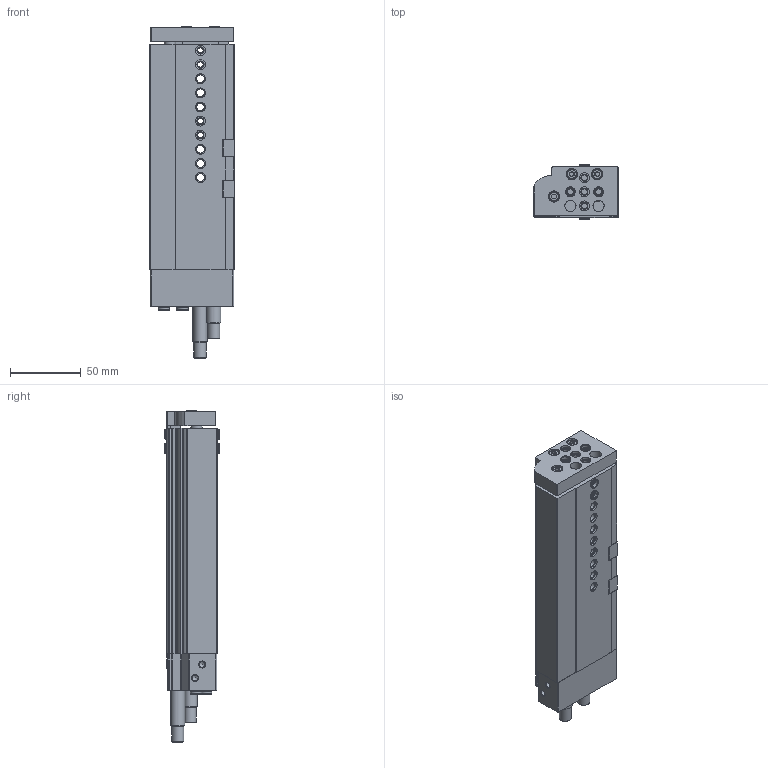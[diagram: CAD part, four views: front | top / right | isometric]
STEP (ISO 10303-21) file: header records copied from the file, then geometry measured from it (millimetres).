
FILE_DESCRIPTION(/* description */ ('STEP AP214'),/* implementation_level */ '2;1');
FILE_NAME(/* name */ '543980_DGSL-12-80-Y3A',/* time_stamp */ '2024-08-16T00:53:38+02:00',/* author */ ('License CC BY-ND 4.0'),/* organization */ ('CADENAS'),/* preprocessor_version */ 'ST-DEVELOPER v19.3',/* originating_system */ 'PARTsolutions',/* authorisation */ ' ');
FILE_SCHEMA (('AUTOMOTIVE_DESIGN {1 0 10303 214 3 1 1}'));
Length unit declared in the file: millimetre
Products named in the file (8): 543980 DGSL-12-80-Y3A---(0); DGSL-12---(80-0-0-30-zr); 548072 DYSW-7-10-Y1F---(SD_0); 174308 B-M5-B; 686786 DGSL-12-AS; 686802 DGSL-12-AS; DGSL-12---(80-0-JP); 8146544 ZBH-7-B
Assembly tree (14 placements, depth 2):
  543980 DGSL-12-80-Y3A---(0)
    DGSL-12---(80-0-0-30-zr)
    548072 DYSW-7-10-Y1F---(SD_0)  x2
    174308 B-M5-B  x2
    686786 DGSL-12-AS
    686802 DGSL-12-AS
    DGSL-12---(80-0-JP)
    8146544 ZBH-7-B  x6
Bounding box: 60 x 38.6 x 235.35 mm (x, y, z)
Volume: 309582.3 mm3; surface area: 98972.2 mm2
Topology: 14 solids, 14 shells, 694 faces, 1699 edges, 1109 vertices
Faces by surface type: plane 339, cylinder 267, cone 67, torus 19, sphere 2
Full cylindrical faces by diameter (mm): 2.459 x1, 3 x2, 3.242 x2, 4 x2, 4.134 x17, 5 x2, 5.5 x6, 6 x6, 6.2 x2, 7 x29, 7.2 x2, 7.8 x2, 8 x16, 8.08 x2, 8.6 x2, 8.917 x2, 9 x12, 10 x2, 16 x2
Entity records: 18251 total; most frequent: CARTESIAN_POINT 3175, DIRECTION 3163, ORIENTED_EDGE 2736, EDGE_CURVE 1368, AXIS2_PLACEMENT_3D 1201, VERTEX_POINT 998, FACE_BOUND 930, EDGE_LOOP 924
